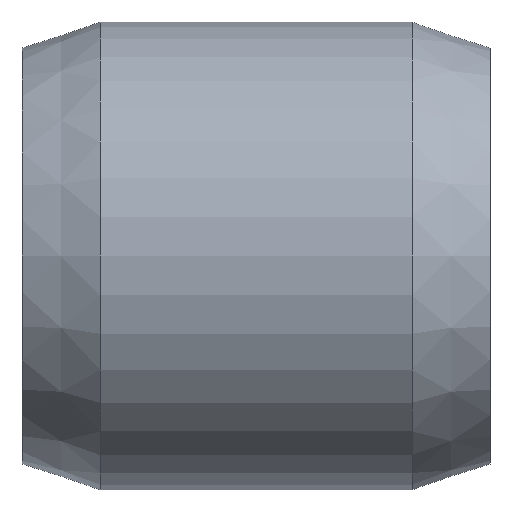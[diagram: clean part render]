
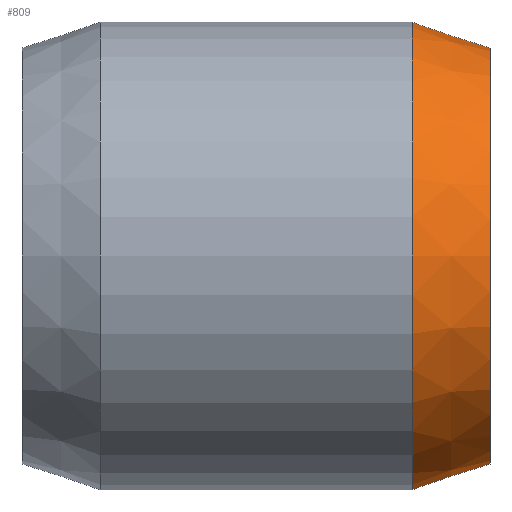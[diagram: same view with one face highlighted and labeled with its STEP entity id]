
A CAD part, front view. The second image highlights one B-rep face of the part: STEP entity #809.
In plain terms, the highlighted conical face has half-angle 18.435 degrees and reference radius 85 mm.
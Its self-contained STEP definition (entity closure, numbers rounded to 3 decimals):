
#20=B_SPLINE_CURVE_WITH_KNOTS('',3,(#1415,#1416,#1417,#1418,#1419,#1420,
#1421,#1422,#1423,#1424,#1425,#1426,#1427,#1428,#1429,#1430,#1431,#1432,
#1433,#1434,#1435,#1436,#1437),.UNSPECIFIED.,.F.,.F.,(4,3,2,2,2,2,2,2,2,
2,4),(-0.025,0.,0.309,0.618,0.912,
1.207,1.501,1.795,2.104,2.413,
2.438),.UNSPECIFIED.);
#41=CONICAL_SURFACE('',#908,85.,0.322);
#79=CIRCLE('',#909,80.);
#80=CIRCLE('',#910,90.);
#81=CIRCLE('',#911,90.);
#147=FACE_OUTER_BOUND('',#204,.T.);
#204=EDGE_LOOP('',(#681,#682,#683,#684,#685,#686));
#270=LINE('',#1486,#325);
#325=VECTOR('',#1129,85.);
#379=VERTEX_POINT('',#1402);
#381=VERTEX_POINT('',#1414);
#391=VERTEX_POINT('',#1483);
#392=VERTEX_POINT('',#1485);
#474=EDGE_CURVE('',#381,#379,#20,.T.);
#492=EDGE_CURVE('',#391,#391,#79,.T.);
#493=EDGE_CURVE('',#391,#392,#270,.T.);
#494=EDGE_CURVE('',#392,#381,#80,.T.);
#495=EDGE_CURVE('',#379,#392,#81,.T.);
#681=ORIENTED_EDGE('',*,*,#492,.F.);
#682=ORIENTED_EDGE('',*,*,#493,.T.);
#683=ORIENTED_EDGE('',*,*,#494,.T.);
#684=ORIENTED_EDGE('',*,*,#474,.T.);
#685=ORIENTED_EDGE('',*,*,#495,.T.);
#686=ORIENTED_EDGE('',*,*,#493,.F.);
#809=ADVANCED_FACE('',(#147),#41,.T.);
#908=AXIS2_PLACEMENT_3D('',#1482,#1125,#1126);
#909=AXIS2_PLACEMENT_3D('',#1484,#1127,#1128);
#910=AXIS2_PLACEMENT_3D('',#1487,#1130,#1131);
#911=AXIS2_PLACEMENT_3D('',#1488,#1132,#1133);
#1125=DIRECTION('center_axis',(-1.,0.,0.));
#1126=DIRECTION('ref_axis',(0.,1.,0.));
#1127=DIRECTION('center_axis',(1.,0.,0.));
#1128=DIRECTION('ref_axis',(0.,0.,-1.));
#1129=DIRECTION('',(-0.949,-0.316,0.));
#1130=DIRECTION('center_axis',(1.,0.,0.));
#1131=DIRECTION('ref_axis',(0.,0.,-1.));
#1132=DIRECTION('center_axis',(1.,0.,0.));
#1133=DIRECTION('ref_axis',(0.,0.,-1.));
#1402=CARTESIAN_POINT('',(59.5,89.644,8.));
#1414=CARTESIAN_POINT('',(59.5,89.644,-8.));
#1415=CARTESIAN_POINT('Ctrl Pts',(59.5,89.644,-8.));
#1416=CARTESIAN_POINT('Ctrl Pts',(59.579,89.617,-8.));
#1417=CARTESIAN_POINT('Ctrl Pts',(59.658,89.591,-7.999));
#1418=CARTESIAN_POINT('Ctrl Pts',(59.737,89.565,-7.996));
#1419=CARTESIAN_POINT('Ctrl Pts',(60.714,89.24,-7.968));
#1420=CARTESIAN_POINT('Ctrl Pts',(61.761,88.91,-7.746));
#1421=CARTESIAN_POINT('Ctrl Pts',(63.695,88.334,-6.894));
#1422=CARTESIAN_POINT('Ctrl Pts',(64.581,88.087,-6.261));
#1423=CARTESIAN_POINT('Ctrl Pts',(65.948,87.72,-4.833));
#1424=CARTESIAN_POINT('Ctrl Pts',(66.532,87.572,-3.953));
#1425=CARTESIAN_POINT('Ctrl Pts',(67.308,87.379,-2.028));
#1426=CARTESIAN_POINT('Ctrl Pts',(67.5,87.333,-0.981));
#1427=CARTESIAN_POINT('Ctrl Pts',(67.5,87.333,0.981));
#1428=CARTESIAN_POINT('Ctrl Pts',(67.308,87.379,2.028));
#1429=CARTESIAN_POINT('Ctrl Pts',(66.532,87.572,3.953));
#1430=CARTESIAN_POINT('Ctrl Pts',(65.948,87.72,4.833));
#1431=CARTESIAN_POINT('Ctrl Pts',(64.581,88.087,6.261));
#1432=CARTESIAN_POINT('Ctrl Pts',(63.695,88.334,6.894));
#1433=CARTESIAN_POINT('Ctrl Pts',(61.761,88.91,7.746));
#1434=CARTESIAN_POINT('Ctrl Pts',(60.714,89.24,7.968));
#1435=CARTESIAN_POINT('Ctrl Pts',(59.658,89.591,7.999));
#1436=CARTESIAN_POINT('Ctrl Pts',(59.579,89.617,8.));
#1437=CARTESIAN_POINT('Ctrl Pts',(59.5,89.644,8.));
#1482=CARTESIAN_POINT('Origin',(74.5,0.,0.));
#1483=CARTESIAN_POINT('',(89.5,-80.,0.));
#1484=CARTESIAN_POINT('Origin',(89.5,0.,0.));
#1485=CARTESIAN_POINT('',(59.5,-90.,0.));
#1486=CARTESIAN_POINT('',(74.5,-85.,0.));
#1487=CARTESIAN_POINT('Origin',(59.5,0.,0.));
#1488=CARTESIAN_POINT('Origin',(59.5,0.,0.));
